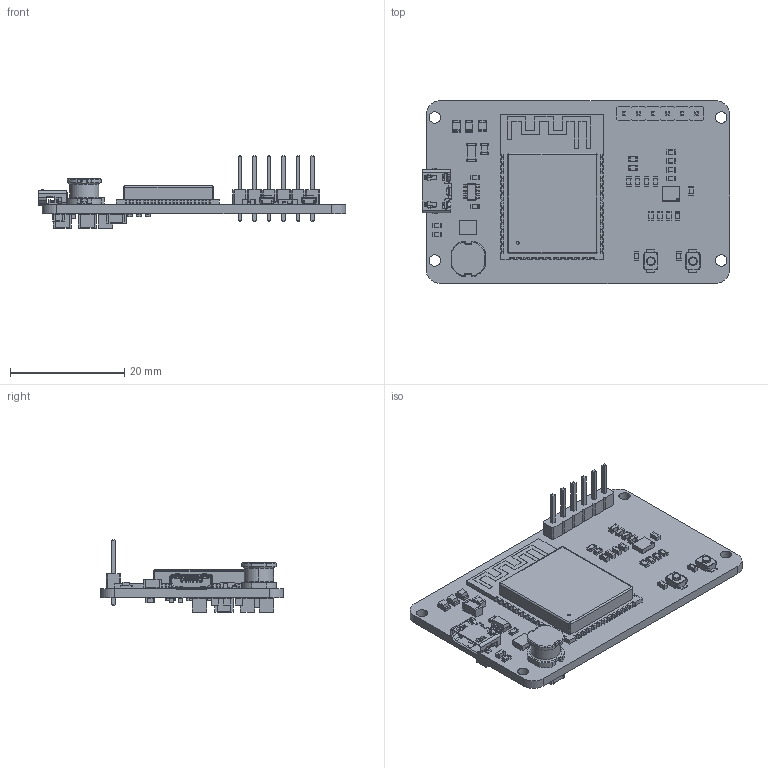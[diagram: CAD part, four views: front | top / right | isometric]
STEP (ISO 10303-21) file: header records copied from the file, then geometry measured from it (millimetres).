
FILE_DESCRIPTION(('KiCad electronic assembly'),'2;1');
FILE_NAME('SENSOR.step','2024-07-07T19:16:57',('Pcbnew'),('Kicad'), 'Open CASCADE STEP processor 7.8','KiCad to STEP converter','Unknown' );
FILE_SCHEMA(('AUTOMOTIVE_DESIGN { 1 0 10303 214 1 1 1 1 }'));
Length unit declared in the file: millimetre
Products named in the file (30): SENSOR 1; C_0603_1608Metric; 10118192-0002LF; 10118192-001LF; ESP32-S3-WROOM-1-N4--3DModel-STEP-269445; ESP32-S3-WROOM-1-N8R2; PinHeader_1x06_P2.54mm_Vertical; PinHeader_1x06_P254mm_Vertical; SOT-23-6; SOT_23_6; LED_0805_2012Metric; R_0603_1608Metric; SW_SPST_B3U-1000P; IIS3DWBTR; LSM6DSO32TR; C_0805_2012Metric; C_1206_3216Metric; TPS630250RNCT; TPS630250RNCR; SRN6045-1R0Y; SRN6045; C_1210_3225Metric; _autosave-SourceFIle_PCB
Assembly tree (72 placements, depth 3):
  SENSOR 1
    C_0603_1608Metric  x17
      C_0603_1608Metric
    10118192-0002LF
      10118192-001LF
    ESP32-S3-WROOM-1-N4--3DModel-STEP-269445
      ESP32-S3-WROOM-1-N8R2
    PinHeader_1x06_P2.54mm_Vertical
      PinHeader_1x06_P254mm_Vertical
    SOT-23-6
      SOT_23_6
    LED_0805_2012Metric  x3
      LED_0805_2012Metric
    R_0603_1608Metric  x16
      R_0603_1608Metric
    SW_SPST_B3U-1000P  x2
      SW_SPST_B3U-1000P
    IIS3DWBTR
      LSM6DSO32TR
    C_0805_2012Metric  x4
      C_0805_2012Metric
    C_1206_3216Metric  x4
      C_1206_3216Metric
    TPS630250RNCT
      TPS630250RNCR
    SRN6045-1R0Y
      SRN6045
    C_1210_3225Metric  x4
      C_1210_3225Metric
    _autosave-SourceFIle_PCB
Bounding box: 53.72 x 31.97 x 12.74 mm (x, y, z)
Volume: 3579.4 mm3; surface area: 7190 mm2
Topology: 138 solids, 138 shells, 4101 faces, 10646 edges, 6850 vertices
Faces by surface type: plane 2875, cylinder 1078, torus 42, bspline 40, sphere 38, cone 28
Full cylindrical faces by diameter (mm): 1 x6, 1.5 x2, 2 x4
Entity records: 88271 total; most frequent: CARTESIAN_POINT 16341, ORIENTED_EDGE 13820, DIRECTION 13208, EDGE_CURVE 6910, LINE 5656, VECTOR 5656, VERTEX_POINT 4469, AXIS2_PLACEMENT_3D 3776
